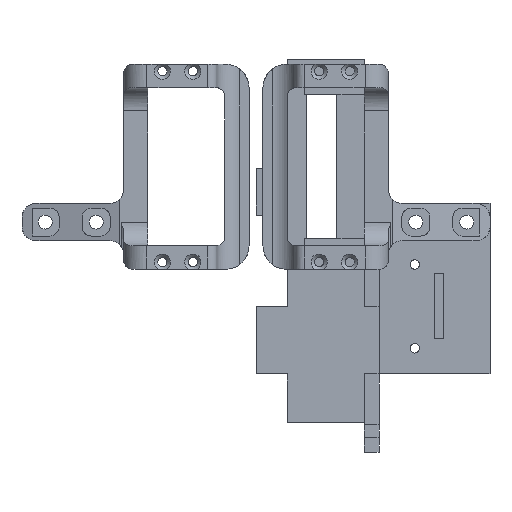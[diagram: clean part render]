
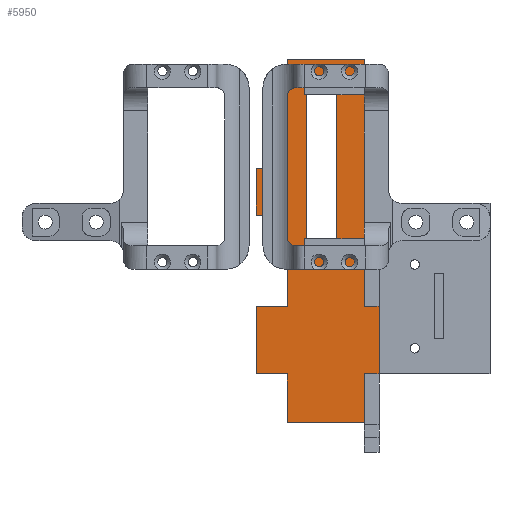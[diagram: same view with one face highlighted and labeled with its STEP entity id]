
A CAD part, front view. The second image highlights one B-rep face of the part: STEP entity #5950.
In plain terms, the highlighted planar face has unit normal (0, -1, 0).
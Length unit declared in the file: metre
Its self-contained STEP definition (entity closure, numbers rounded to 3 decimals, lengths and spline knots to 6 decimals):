
#1575=ORIENTED_EDGE('',*,*,#2613,.F.);
#1576=ORIENTED_EDGE('',*,*,#2617,.F.);
#1577=ORIENTED_EDGE('',*,*,#2620,.T.);
#1578=ORIENTED_EDGE('',*,*,#2623,.T.);
#1579=ORIENTED_EDGE('',*,*,#2626,.T.);
#1580=ORIENTED_EDGE('',*,*,#2629,.T.);
#1581=ORIENTED_EDGE('',*,*,#2632,.T.);
#1582=ORIENTED_EDGE('',*,*,#2635,.T.);
#1583=ORIENTED_EDGE('',*,*,#2638,.F.);
#1584=ORIENTED_EDGE('',*,*,#2641,.T.);
#1585=ORIENTED_EDGE('',*,*,#2644,.T.);
#1586=ORIENTED_EDGE('',*,*,#2647,.T.);
#1587=ORIENTED_EDGE('',*,*,#2650,.F.);
#1588=ORIENTED_EDGE('',*,*,#2653,.F.);
#1589=ORIENTED_EDGE('',*,*,#2656,.F.);
#1590=ORIENTED_EDGE('',*,*,#2659,.F.);
#1591=ORIENTED_EDGE('',*,*,#2662,.F.);
#1592=ORIENTED_EDGE('',*,*,#2665,.F.);
#1593=ORIENTED_EDGE('',*,*,#2668,.T.);
#1594=ORIENTED_EDGE('',*,*,#2670,.F.);
#1595=ORIENTED_EDGE('',*,*,#2603,.F.);
#1596=ORIENTED_EDGE('',*,*,#2607,.F.);
#1597=ORIENTED_EDGE('',*,*,#2610,.T.);
#1598=ORIENTED_EDGE('',*,*,#2672,.T.);
#2603=EDGE_CURVE('',#3270,#3271,#3830,.T.);
#2607=EDGE_CURVE('',#3273,#3270,#3834,.T.);
#2610=EDGE_CURVE('',#3273,#3275,#3837,.T.);
#2613=EDGE_CURVE('',#3278,#3279,#3840,.T.);
#2617=EDGE_CURVE('',#3281,#3278,#3844,.T.);
#2620=EDGE_CURVE('',#3281,#3283,#3847,.T.);
#2623=EDGE_CURVE('',#3283,#3285,#3850,.T.);
#2626=EDGE_CURVE('',#3285,#3287,#3853,.T.);
#2629=EDGE_CURVE('',#3287,#3289,#3856,.T.);
#2632=EDGE_CURVE('',#3289,#3291,#3859,.T.);
#2635=EDGE_CURVE('',#3291,#3293,#3862,.T.);
#2638=EDGE_CURVE('',#3295,#3293,#3865,.T.);
#2641=EDGE_CURVE('',#3295,#3297,#3868,.T.);
#2644=EDGE_CURVE('',#3297,#3299,#3871,.T.);
#2647=EDGE_CURVE('',#3299,#3301,#3874,.T.);
#2650=EDGE_CURVE('',#3303,#3301,#3877,.T.);
#2653=EDGE_CURVE('',#3305,#3303,#3880,.T.);
#2656=EDGE_CURVE('',#3307,#3305,#3883,.T.);
#2659=EDGE_CURVE('',#3309,#3307,#3886,.T.);
#2662=EDGE_CURVE('',#3311,#3309,#3889,.T.);
#2665=EDGE_CURVE('',#3313,#3311,#3892,.T.);
#2668=EDGE_CURVE('',#3313,#3315,#3895,.T.);
#2670=EDGE_CURVE('',#3279,#3315,#3897,.T.);
#2672=EDGE_CURVE('',#3275,#3271,#3899,.T.);
#3270=VERTEX_POINT('',#9572);
#3271=VERTEX_POINT('',#9574);
#3273=VERTEX_POINT('',#9580);
#3275=VERTEX_POINT('',#9586);
#3278=VERTEX_POINT('',#9593);
#3279=VERTEX_POINT('',#9595);
#3281=VERTEX_POINT('',#9601);
#3283=VERTEX_POINT('',#9607);
#3285=VERTEX_POINT('',#9613);
#3287=VERTEX_POINT('',#9619);
#3289=VERTEX_POINT('',#9625);
#3291=VERTEX_POINT('',#9631);
#3293=VERTEX_POINT('',#9637);
#3295=VERTEX_POINT('',#9643);
#3297=VERTEX_POINT('',#9649);
#3299=VERTEX_POINT('',#9655);
#3301=VERTEX_POINT('',#9661);
#3303=VERTEX_POINT('',#9667);
#3305=VERTEX_POINT('',#9673);
#3307=VERTEX_POINT('',#9679);
#3309=VERTEX_POINT('',#9685);
#3311=VERTEX_POINT('',#9691);
#3313=VERTEX_POINT('',#9697);
#3315=VERTEX_POINT('',#9703);
#3830=LINE('',#9573,#4465);
#3834=LINE('',#9581,#4469);
#3837=LINE('',#9587,#4472);
#3840=LINE('',#9594,#4475);
#3844=LINE('',#9602,#4479);
#3847=LINE('',#9608,#4482);
#3850=LINE('',#9614,#4485);
#3853=LINE('',#9620,#4488);
#3856=LINE('',#9626,#4491);
#3859=LINE('',#9632,#4494);
#3862=LINE('',#9638,#4497);
#3865=LINE('',#9644,#4500);
#3868=LINE('',#9650,#4503);
#3871=LINE('',#9656,#4506);
#3874=LINE('',#9662,#4509);
#3877=LINE('',#9668,#4512);
#3880=LINE('',#9674,#4515);
#3883=LINE('',#9680,#4518);
#3886=LINE('',#9686,#4521);
#3889=LINE('',#9692,#4524);
#3892=LINE('',#9698,#4527);
#3895=LINE('',#9704,#4530);
#3897=LINE('',#9707,#4532);
#3899=LINE('',#9710,#4534);
#4465=VECTOR('',#7755,1.);
#4469=VECTOR('',#7761,1.);
#4472=VECTOR('',#7766,1.);
#4475=VECTOR('',#7771,1.);
#4479=VECTOR('',#7777,1.);
#4482=VECTOR('',#7782,1.);
#4485=VECTOR('',#7787,1.);
#4488=VECTOR('',#7792,1.);
#4491=VECTOR('',#7797,1.);
#4494=VECTOR('',#7802,1.);
#4497=VECTOR('',#7807,1.);
#4500=VECTOR('',#7812,1.);
#4503=VECTOR('',#7817,1.);
#4506=VECTOR('',#7822,1.);
#4509=VECTOR('',#7827,1.);
#4512=VECTOR('',#7832,1.);
#4515=VECTOR('',#7837,1.);
#4518=VECTOR('',#7842,1.);
#4521=VECTOR('',#7847,1.);
#4524=VECTOR('',#7852,1.);
#4527=VECTOR('',#7857,1.);
#4530=VECTOR('',#7862,1.);
#4532=VECTOR('',#7866,1.);
#4534=VECTOR('',#7870,1.);
#5020=EDGE_LOOP('',(#1575,#1576,#1577,#1578,#1579,#1580,#1581,#1582,#1583,
#1584,#1585,#1586,#1587,#1588,#1589,#1590,#1591,#1592,#1593,#1594));
#5021=EDGE_LOOP('',(#1595,#1596,#1597,#1598));
#5409=FACE_BOUND('',#5020,.T.);
#5410=FACE_BOUND('',#5021,.T.);
#5647=PLANE('',#6524);
#5950=ADVANCED_FACE('',(#5409,#5410),#5647,.T.);
#6524=AXIS2_PLACEMENT_3D('',#9711,#7871,#7872);
#7755=DIRECTION('',(-1.,0.,0.));
#7761=DIRECTION('',(0.,0.,1.));
#7766=DIRECTION('',(-1.,0.,0.));
#7771=DIRECTION('',(1.,0.,0.));
#7777=DIRECTION('',(0.,0.,-1.));
#7782=DIRECTION('',(-1.,0.,0.));
#7787=DIRECTION('',(0.,0.,-1.));
#7792=DIRECTION('',(-1.,0.,0.));
#7797=DIRECTION('',(0.,0.,-1.));
#7802=DIRECTION('',(1.,0.,0.));
#7807=DIRECTION('',(0.,0.,-1.));
#7812=DIRECTION('',(1.,0.,0.));
#7817=DIRECTION('',(0.,0.,-1.));
#7822=DIRECTION('',(1.,0.,0.));
#7827=DIRECTION('',(0.,0.,-1.));
#7832=DIRECTION('',(-1.,0.,0.));
#7837=DIRECTION('',(0.,0.,-1.));
#7842=DIRECTION('',(-1.,0.,0.));
#7847=DIRECTION('',(0.,0.,-1.));
#7852=DIRECTION('',(1.,0.,0.));
#7857=DIRECTION('',(0.,0.,-1.));
#7862=DIRECTION('',(1.,0.,0.));
#7866=DIRECTION('',(0.,0.,-1.));
#7870=DIRECTION('',(0.,0.,1.));
#7871=DIRECTION('',(0.,-1.,0.));
#7872=DIRECTION('',(1.,0.,0.));
#9572=CARTESIAN_POINT('',(-0.005965,-0.009525,0.074175));
#9573=CARTESIAN_POINT('',(-0.009215,-0.009525,0.074175));
#9574=CARTESIAN_POINT('',(-0.012465,-0.009525,0.074175));
#9580=CARTESIAN_POINT('',(-0.005965,-0.009525,0.042175));
#9581=CARTESIAN_POINT('',(-0.005965,-0.009525,0.057675));
#9586=CARTESIAN_POINT('',(-0.012465,-0.009525,0.042175));
#9587=CARTESIAN_POINT('',(-0.009215,-0.009525,0.042175));
#9593=CARTESIAN_POINT('',(0.,-0.009525,0.05778));
#9594=CARTESIAN_POINT('',(0.001588,-0.009525,0.05778));
#9595=CARTESIAN_POINT('',(0.003175,-0.009525,0.05778));
#9601=CARTESIAN_POINT('',(0.,-0.009525,0.081175));
#9602=CARTESIAN_POINT('',(0.,-0.009525,0.065478));
#9607=CARTESIAN_POINT('',(-0.01659,-0.009525,0.081175));
#9608=CARTESIAN_POINT('',(-0.008295,-0.009525,0.081175));
#9613=CARTESIAN_POINT('',(-0.01659,-0.009525,0.05778));
#9614=CARTESIAN_POINT('',(-0.01659,-0.009525,0.065478));
#9619=CARTESIAN_POINT('',(-0.023265,-0.009525,0.05778));
#9620=CARTESIAN_POINT('',(-0.018178,-0.009525,0.05778));
#9625=CARTESIAN_POINT('',(-0.023265,-0.009525,0.04778));
#9626=CARTESIAN_POINT('',(-0.023265,-0.009525,0.05278));
#9631=CARTESIAN_POINT('',(-0.01659,-0.009525,0.04778));
#9632=CARTESIAN_POINT('',(-0.018178,-0.009525,0.04778));
#9637=CARTESIAN_POINT('',(-0.01659,-0.009525,0.028175));
#9638=CARTESIAN_POINT('',(-0.01659,-0.009525,0.037978));
#9643=CARTESIAN_POINT('',(-0.023265,-0.009525,0.028175));
#9644=CARTESIAN_POINT('',(-0.018178,-0.009525,0.028175));
#9649=CARTESIAN_POINT('',(-0.023265,-0.009525,0.013675));
#9650=CARTESIAN_POINT('',(-0.023265,-0.009525,0.023175));
#9655=CARTESIAN_POINT('',(-0.01659,-0.009525,0.013675));
#9656=CARTESIAN_POINT('',(-0.021515,-0.009525,0.013675));
#9661=CARTESIAN_POINT('',(-0.01659,-0.009525,0.003175));
#9662=CARTESIAN_POINT('',(-0.01659,-0.009525,0.008425));
#9667=CARTESIAN_POINT('',(0.,-0.009525,0.003175));
#9668=CARTESIAN_POINT('',(-0.014528,-0.009525,0.003175));
#9673=CARTESIAN_POINT('',(0.,-0.009525,0.013675));
#9674=CARTESIAN_POINT('',(0.,-0.009525,0.008425));
#9679=CARTESIAN_POINT('',(0.003175,-0.009525,0.013675));
#9680=CARTESIAN_POINT('',(0.001588,-0.009525,0.013675));
#9685=CARTESIAN_POINT('',(0.003175,-0.009525,0.028175));
#9686=CARTESIAN_POINT('',(0.003175,-0.009525,0.023175));
#9691=CARTESIAN_POINT('',(0.,-0.009525,0.028175));
#9692=CARTESIAN_POINT('',(0.001588,-0.009525,0.028175));
#9697=CARTESIAN_POINT('',(0.,-0.009525,0.04778));
#9698=CARTESIAN_POINT('',(0.,-0.009525,0.037978));
#9703=CARTESIAN_POINT('',(0.003175,-0.009525,0.04778));
#9704=CARTESIAN_POINT('',(0.001588,-0.009525,0.04778));
#9707=CARTESIAN_POINT('',(0.003175,-0.009525,0.04903));
#9710=CARTESIAN_POINT('',(-0.012465,-0.009525,0.057675));
#9711=CARTESIAN_POINT('',(0.001868,-0.009525,0.040588));
